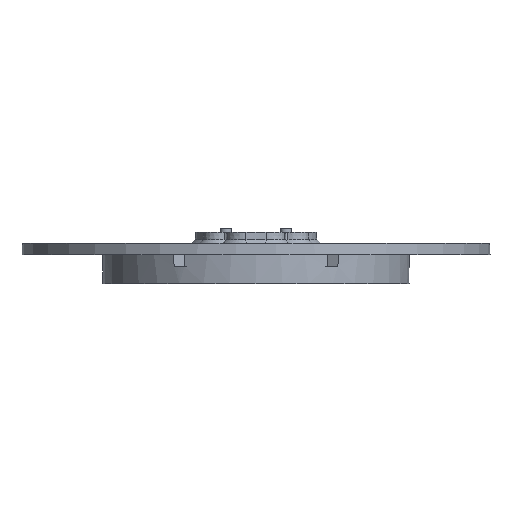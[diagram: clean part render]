
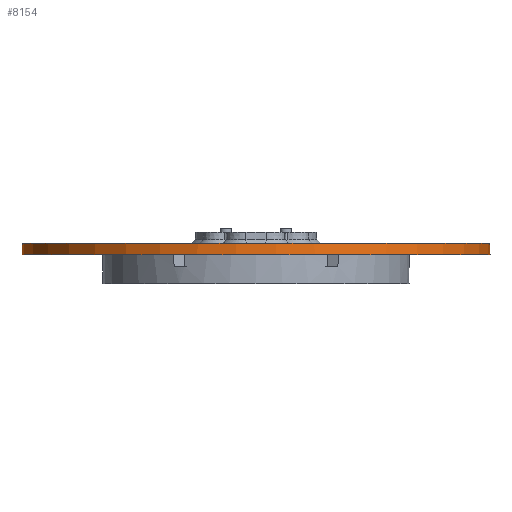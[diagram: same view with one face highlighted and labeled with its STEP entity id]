
A CAD part, left-side view. The second image highlights one B-rep face of the part: STEP entity #8154.
In plain terms, the highlighted conical face has half-angle 2 degrees and reference radius 62.5 mm.
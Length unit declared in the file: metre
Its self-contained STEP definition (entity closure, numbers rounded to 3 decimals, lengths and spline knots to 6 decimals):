
#232=CONICAL_SURFACE('',#9013,0.0625,0.035);
#672=CIRCLE('',#8692,0.0625);
#837=CIRCLE('',#9014,0.062395);
#2900=ORIENTED_EDGE('',*,*,#4586,.T.);
#2901=ORIENTED_EDGE('',*,*,#4587,.F.);
#2902=ORIENTED_EDGE('',*,*,#4173,.F.);
#2903=ORIENTED_EDGE('',*,*,#4588,.T.);
#4173=EDGE_CURVE('',#5207,#5208,#672,.T.);
#4586=EDGE_CURVE('',#5482,#5483,#837,.T.);
#4587=EDGE_CURVE('',#5208,#5483,#6030,.F.);
#4588=EDGE_CURVE('',#5207,#5482,#6031,.F.);
#5207=VERTEX_POINT('',#13595);
#5208=VERTEX_POINT('',#13597);
#5482=VERTEX_POINT('',#14673);
#5483=VERTEX_POINT('',#14674);
#6030=LINE('',#14675,#6562);
#6031=LINE('',#14676,#6563);
#6562=VECTOR('',#11154,1.);
#6563=VECTOR('',#11155,1.);
#6990=EDGE_LOOP('',(#2900,#2901,#2902,#2903));
#7509=FACE_BOUND('',#6990,.T.);
#8154=ADVANCED_FACE('',(#7509),#232,.T.);
#8692=AXIS2_PLACEMENT_3D('',#13596,#10335,#10336);
#9013=AXIS2_PLACEMENT_3D('',#14671,#11150,#11151);
#9014=AXIS2_PLACEMENT_3D('',#14672,#11152,#11153);
#10335=DIRECTION('',(0.,0.,-1.));
#10336=DIRECTION('',(0.,1.,0.));
#11150=DIRECTION('',(0.,0.,-1.));
#11151=DIRECTION('',(0.,1.,0.));
#11152=DIRECTION('',(0.,0.,-1.));
#11153=DIRECTION('',(0.,1.,0.));
#11154=DIRECTION('',(0.018,0.03,-0.999));
#11155=DIRECTION('',(0.018,-0.03,-0.999));
#13595=CARTESIAN_POINT('',(0.031903,-0.053745,0.00775));
#13596=CARTESIAN_POINT('',(0.,0.,0.00775));
#13597=CARTESIAN_POINT('',(0.031903,0.053745,0.00775));
#14671=CARTESIAN_POINT('',(0.,0.,0.00775));
#14672=CARTESIAN_POINT('',(0.,0.,0.01075));
#14673=CARTESIAN_POINT('',(0.031849,-0.053654,0.01075));
#14674=CARTESIAN_POINT('',(0.031849,0.053654,0.01075));
#14675=CARTESIAN_POINT('',(0.031903,0.053745,0.00775));
#14676=CARTESIAN_POINT('',(0.031903,-0.053745,0.00775));
